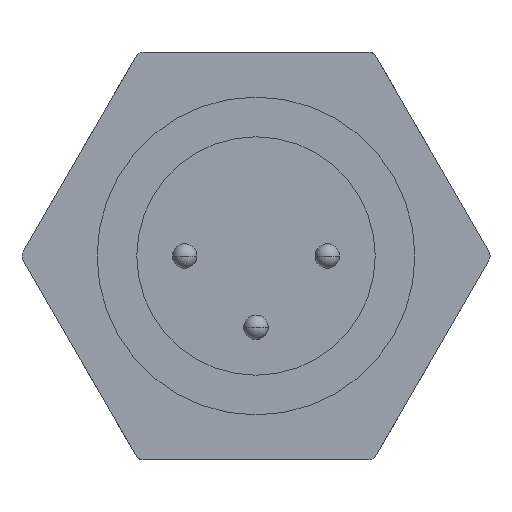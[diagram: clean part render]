
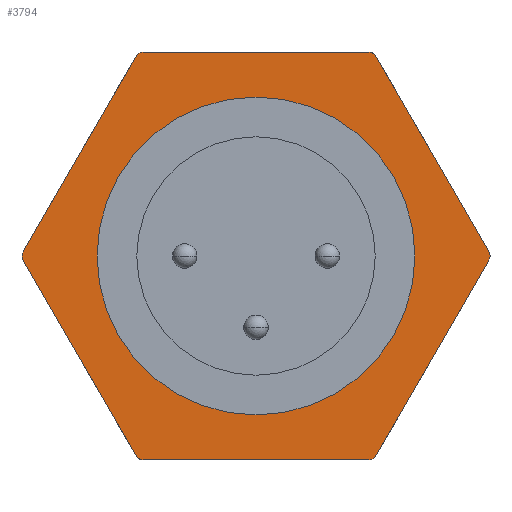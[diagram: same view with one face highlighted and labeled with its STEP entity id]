
A CAD part, front view. The second image highlights one B-rep face of the part: STEP entity #3794.
In plain terms, the highlighted planar face has unit normal (0, -1, 0).
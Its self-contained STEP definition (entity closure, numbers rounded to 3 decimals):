
#81=CARTESIAN_POINT('',(0.,-4.7,0.));
#82=DIRECTION('',(0.,1.,0.));
#83=DIRECTION('',(-1.,0.,0.));
#84=AXIS2_PLACEMENT_3D('',#81,#82,#83);
#99=CARTESIAN_POINT('',(2.771,-4.7,4.8));
#100=DIRECTION('',(0.,-1.,0.));
#101=DIRECTION('',(0.866,0.,0.5));
#102=AXIS2_PLACEMENT_3D('',#99,#100,#101);
#104=DIRECTION('',(-0.5,0.,0.866));
#105=VECTOR('',#104,5.543);
#106=CARTESIAN_POINT('',(5.716,-4.7,0.1));
#107=LINE('',#106,#105);
#108=CARTESIAN_POINT('',(5.543,-4.7,0.));
#109=DIRECTION('',(0.,-1.,0.));
#110=DIRECTION('',(0.866,0.,-0.5));
#111=AXIS2_PLACEMENT_3D('',#108,#109,#110);
#113=DIRECTION('',(0.5,0.,0.866));
#114=VECTOR('',#113,5.543);
#115=CARTESIAN_POINT('',(2.944,-4.7,-4.9));
#116=LINE('',#115,#114);
#117=CARTESIAN_POINT('',(2.771,-4.7,-4.8));
#118=DIRECTION('',(0.,-1.,0.));
#119=DIRECTION('',(0.,0.,-1.));
#120=AXIS2_PLACEMENT_3D('',#117,#118,#119);
#122=DIRECTION('',(1.,0.,0.));
#123=VECTOR('',#122,5.543);
#124=CARTESIAN_POINT('',(-2.771,-4.7,-5.));
#125=LINE('',#124,#123);
#126=CARTESIAN_POINT('',(-2.771,-4.7,-4.8));
#127=DIRECTION('',(0.,-1.,0.));
#128=DIRECTION('',(-0.866,0.,-0.5));
#129=AXIS2_PLACEMENT_3D('',#126,#127,#128);
#131=DIRECTION('',(0.5,0.,-0.866));
#132=VECTOR('',#131,5.543);
#133=CARTESIAN_POINT('',(-5.716,-4.7,-0.1));
#134=LINE('',#133,#132);
#135=CARTESIAN_POINT('',(-5.543,-4.7,0.));
#136=DIRECTION('',(0.,-1.,0.));
#137=DIRECTION('',(-0.866,0.,0.5));
#138=AXIS2_PLACEMENT_3D('',#135,#136,#137);
#140=DIRECTION('',(-0.5,0.,-0.866));
#141=VECTOR('',#140,5.543);
#142=CARTESIAN_POINT('',(-2.944,-4.7,4.9));
#143=LINE('',#142,#141);
#144=CARTESIAN_POINT('',(-2.771,-4.7,4.8));
#145=DIRECTION('',(0.,-1.,0.));
#146=DIRECTION('',(0.,0.,1.));
#147=AXIS2_PLACEMENT_3D('',#144,#145,#146);
#149=DIRECTION('',(-1.,0.,0.));
#150=VECTOR('',#149,5.543);
#151=CARTESIAN_POINT('',(2.771,-4.7,5.));
#152=LINE('',#151,#150);
#3164=CARTESIAN_POINT('',(0.,-4.7,0.));
#3165=DIRECTION('',(0.,1.,0.));
#3166=DIRECTION('',(1.,0.,0.));
#3167=AXIS2_PLACEMENT_3D('',#3164,#3165,#3166);
#3327=CARTESIAN_POINT('',(2.771,-4.7,5.));
#3329=VERTEX_POINT('',#3327);
#3330=CARTESIAN_POINT('',(2.944,-4.7,4.9));
#3331=VERTEX_POINT('',#3330);
#3335=CARTESIAN_POINT('',(5.716,-4.7,0.1));
#3337=VERTEX_POINT('',#3335);
#3338=CARTESIAN_POINT('',(5.716,-4.7,-0.1));
#3339=VERTEX_POINT('',#3338);
#3343=CARTESIAN_POINT('',(2.944,-4.7,-4.9));
#3345=VERTEX_POINT('',#3343);
#3346=CARTESIAN_POINT('',(2.771,-4.7,-5.));
#3347=VERTEX_POINT('',#3346);
#3351=CARTESIAN_POINT('',(-2.771,-4.7,-5.));
#3353=VERTEX_POINT('',#3351);
#3354=CARTESIAN_POINT('',(-2.944,-4.7,-4.9));
#3355=VERTEX_POINT('',#3354);
#3359=CARTESIAN_POINT('',(-5.716,-4.7,-0.1));
#3361=VERTEX_POINT('',#3359);
#3362=CARTESIAN_POINT('',(-5.716,-4.7,0.1));
#3363=VERTEX_POINT('',#3362);
#3367=CARTESIAN_POINT('',(-2.944,-4.7,4.9));
#3369=VERTEX_POINT('',#3367);
#3370=CARTESIAN_POINT('',(-2.771,-4.7,5.));
#3371=VERTEX_POINT('',#3370);
#3408=CARTESIAN_POINT('',(3.9,-4.7,0.));
#3409=CARTESIAN_POINT('',(-3.9,-4.7,0.));
#3410=VERTEX_POINT('',#3408);
#3411=VERTEX_POINT('',#3409);
#3758=CARTESIAN_POINT('',(0.,-4.7,0.));
#3759=DIRECTION('',(0.,1.,0.));
#3760=DIRECTION('',(0.,0.,1.));
#3761=AXIS2_PLACEMENT_3D('',#3758,#3759,#3760);
#3762=PLANE('',#3761);
#3764=ORIENTED_EDGE('',*,*,#3763,.F.);
#3766=ORIENTED_EDGE('',*,*,#3765,.F.);
#3768=ORIENTED_EDGE('',*,*,#3767,.F.);
#3770=ORIENTED_EDGE('',*,*,#3769,.F.);
#3772=ORIENTED_EDGE('',*,*,#3771,.F.);
#3774=ORIENTED_EDGE('',*,*,#3773,.F.);
#3776=ORIENTED_EDGE('',*,*,#3775,.F.);
#3778=ORIENTED_EDGE('',*,*,#3777,.F.);
#3780=ORIENTED_EDGE('',*,*,#3779,.F.);
#3782=ORIENTED_EDGE('',*,*,#3781,.F.);
#3784=ORIENTED_EDGE('',*,*,#3783,.F.);
#3786=ORIENTED_EDGE('',*,*,#3785,.F.);
#3787=EDGE_LOOP('',(#3764,#3766,#3768,#3770,#3772,#3774,#3776,#3778,#3780,#3782,
#3784,#3786));
#3788=FACE_OUTER_BOUND('',#3787,.F.);
#3790=ORIENTED_EDGE('',*,*,#3789,.F.);
#3791=ORIENTED_EDGE('',*,*,#3748,.F.);
#3792=EDGE_LOOP('',(#3790,#3791));
#3793=FACE_BOUND('',#3792,.F.);
#85=CIRCLE('',#84,3.9);
#103=CIRCLE('',#102,0.2);
#112=CIRCLE('',#111,0.2);
#121=CIRCLE('',#120,0.2);
#130=CIRCLE('',#129,0.2);
#139=CIRCLE('',#138,0.2);
#148=CIRCLE('',#147,0.2);
#3168=CIRCLE('',#3167,3.9);
#3748=EDGE_CURVE('',#3411,#3410,#85,.T.);
#3763=EDGE_CURVE('',#3331,#3329,#103,.T.);
#3765=EDGE_CURVE('',#3337,#3331,#107,.T.);
#3767=EDGE_CURVE('',#3339,#3337,#112,.T.);
#3769=EDGE_CURVE('',#3345,#3339,#116,.T.);
#3771=EDGE_CURVE('',#3347,#3345,#121,.T.);
#3773=EDGE_CURVE('',#3353,#3347,#125,.T.);
#3775=EDGE_CURVE('',#3355,#3353,#130,.T.);
#3777=EDGE_CURVE('',#3361,#3355,#134,.T.);
#3779=EDGE_CURVE('',#3363,#3361,#139,.T.);
#3781=EDGE_CURVE('',#3369,#3363,#143,.T.);
#3783=EDGE_CURVE('',#3371,#3369,#148,.T.);
#3785=EDGE_CURVE('',#3329,#3371,#152,.T.);
#3789=EDGE_CURVE('',#3410,#3411,#3168,.T.);
#3794=ADVANCED_FACE('',(#3788,#3793),#3762,.F.);
